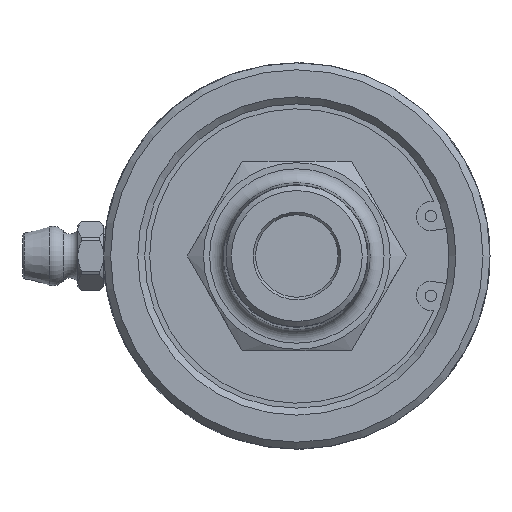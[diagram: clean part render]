
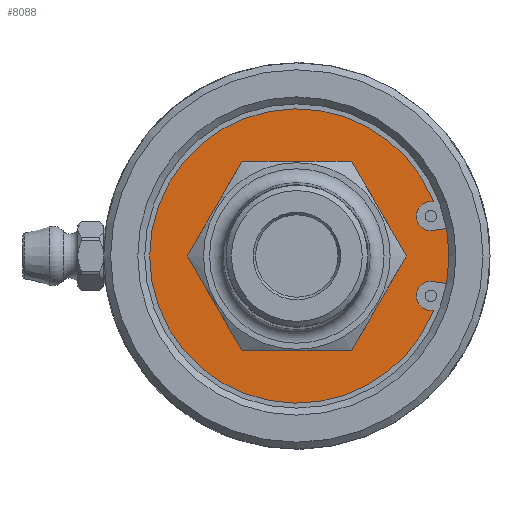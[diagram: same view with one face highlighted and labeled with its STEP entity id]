
A CAD part, left-side view. The second image highlights one B-rep face of the part: STEP entity #8088.
In plain terms, the highlighted planar face has unit normal (-1, 0, 0).
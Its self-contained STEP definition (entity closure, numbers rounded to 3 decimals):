
#444=PLANE('',#8673);
#495=FACE_BOUND('',#1805,.T.);
#1305=FACE_OUTER_BOUND('',#1804,.T.);
#1804=EDGE_LOOP('',(#7138,#7139,#7140,#7141,#7142,#7143));
#1805=EDGE_LOOP('',(#7144,#7145));
#1946=CIRCLE('',#8234,16.952);
#1948=CIRCLE('',#8237,1.682);
#1950=CIRCLE('',#8241,1.682);
#1977=CIRCLE('',#8293,9.575);
#1978=CIRCLE('',#8294,9.575);
#2175=CIRCLE('',#8674,18.735);
#2249=LINE('',#11607,#2635);
#2256=LINE('',#11624,#2642);
#2635=VECTOR('',#8911,10.);
#2642=VECTOR('',#8926,10.);
#3139=VERTEX_POINT('',#11592);
#3140=VERTEX_POINT('',#11594);
#3142=VERTEX_POINT('',#11600);
#3144=VERTEX_POINT('',#11606);
#3147=VERTEX_POINT('',#11614);
#3150=VERTEX_POINT('',#11622);
#3200=VERTEX_POINT('',#11946);
#3201=VERTEX_POINT('',#11947);
#3943=EDGE_CURVE('',#3140,#3139,#1946,.T.);
#3946=EDGE_CURVE('',#3142,#3140,#1948,.T.);
#3949=EDGE_CURVE('',#3144,#3142,#2249,.T.);
#3954=EDGE_CURVE('',#3139,#3147,#1950,.T.);
#3958=EDGE_CURVE('',#3147,#3150,#2256,.T.);
#4023=EDGE_CURVE('',#3200,#3201,#1977,.T.);
#4024=EDGE_CURVE('',#3201,#3200,#1978,.T.);
#4882=EDGE_CURVE('',#3150,#3144,#2175,.T.);
#7138=ORIENTED_EDGE('',*,*,#3958,.T.);
#7139=ORIENTED_EDGE('',*,*,#4882,.T.);
#7140=ORIENTED_EDGE('',*,*,#3949,.T.);
#7141=ORIENTED_EDGE('',*,*,#3946,.T.);
#7142=ORIENTED_EDGE('',*,*,#3943,.T.);
#7143=ORIENTED_EDGE('',*,*,#3954,.T.);
#7144=ORIENTED_EDGE('',*,*,#4023,.T.);
#7145=ORIENTED_EDGE('',*,*,#4024,.T.);
#8088=ADVANCED_FACE('',(#1305,#495),#444,.F.);
#8234=AXIS2_PLACEMENT_3D('',#11595,#8898,#8899);
#8237=AXIS2_PLACEMENT_3D('',#11601,#8905,#8906);
#8241=AXIS2_PLACEMENT_3D('',#11616,#8919,#8920);
#8293=AXIS2_PLACEMENT_3D('',#11948,#9040,#9041);
#8294=AXIS2_PLACEMENT_3D('',#11949,#9042,#9043);
#8673=AXIS2_PLACEMENT_3D('',#22401,#10133,#10134);
#8674=AXIS2_PLACEMENT_3D('',#22402,#10135,#10136);
#8898=DIRECTION('center_axis',(-1.,0.,0.));
#8899=DIRECTION('ref_axis',(0.,0.93,0.368));
#8905=DIRECTION('center_axis',(1.,0.,0.));
#8906=DIRECTION('ref_axis',(0.,1.,-0.008));
#8911=DIRECTION('',(0.,0.987,-0.16));
#8919=DIRECTION('center_axis',(1.,0.,0.));
#8920=DIRECTION('ref_axis',(0.,1.,0.008));
#8926=DIRECTION('',(0.,-0.987,-0.16));
#9040=DIRECTION('center_axis',(1.,0.,0.));
#9041=DIRECTION('ref_axis',(0.,0.,-1.));
#9042=DIRECTION('center_axis',(1.,0.,0.));
#9043=DIRECTION('ref_axis',(0.,0.,-1.));
#10133=DIRECTION('center_axis',(1.,0.,0.));
#10134=DIRECTION('ref_axis',(0.,0.,-1.));
#10135=DIRECTION('center_axis',(-1.,0.,0.));
#10136=DIRECTION('ref_axis',(0.,1.,0.));
#11592=CARTESIAN_POINT('',(4.76,-15.761,-6.243));
#11594=CARTESIAN_POINT('',(4.76,-15.761,6.243));
#11595=CARTESIAN_POINT('Origin',(4.76,0.,0.));
#11600=CARTESIAN_POINT('',(4.76,-15.786,2.944));
#11601=CARTESIAN_POINT('Origin',(4.76,-15.445,4.591));
#11606=CARTESIAN_POINT('',(4.76,-18.429,3.373));
#11607=CARTESIAN_POINT('',(4.76,-1.229,0.581));
#11614=CARTESIAN_POINT('',(4.76,-15.786,-2.944));
#11616=CARTESIAN_POINT('Origin',(4.76,-15.445,-4.591));
#11622=CARTESIAN_POINT('',(4.76,-18.429,-3.373));
#11624=CARTESIAN_POINT('',(4.76,-2.55,-0.795));
#11946=CARTESIAN_POINT('',(4.76,0.,-9.575));
#11947=CARTESIAN_POINT('',(4.76,0.,9.575));
#11948=CARTESIAN_POINT('Origin',(4.76,0.,
0.));
#11949=CARTESIAN_POINT('Origin',(4.76,0.,
0.));
#22401=CARTESIAN_POINT('Origin',(4.76,13.618,0.));
#22402=CARTESIAN_POINT('Origin',(4.76,0.,0.));
